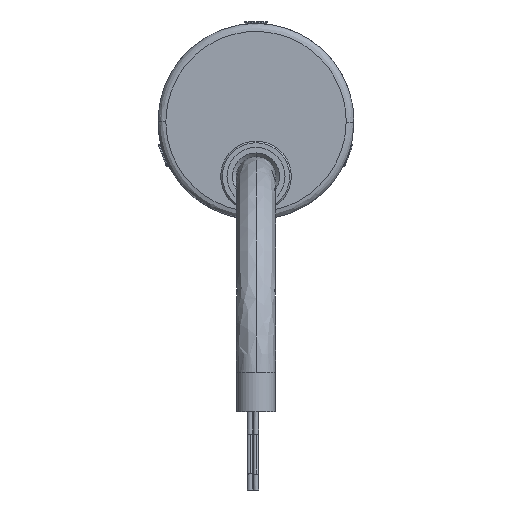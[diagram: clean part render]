
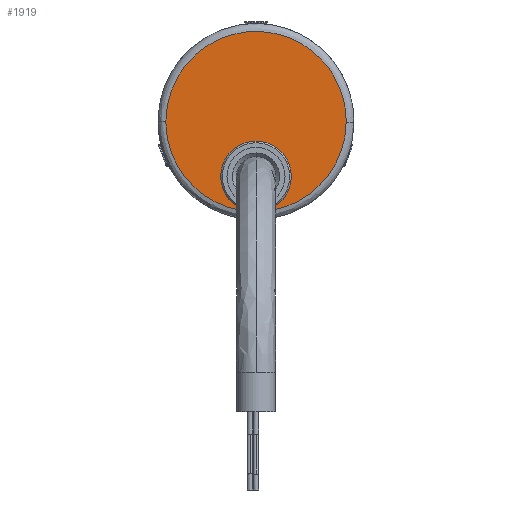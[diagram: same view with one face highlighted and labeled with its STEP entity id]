
A CAD part, front view. The second image highlights one B-rep face of the part: STEP entity #1919.
In plain terms, the highlighted face is planar.
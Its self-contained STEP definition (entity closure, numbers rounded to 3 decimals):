
#70 = CARTESIAN_POINT ( 'NONE',  ( -11.5, -29., -0.001 ) ) ;
#113 = CARTESIAN_POINT ( 'NONE',  ( 0., -29., -11.5 ) ) ;
#210 = FACE_BOUND ( 'NONE', #454, .T. ) ;
#238 = ORIENTED_EDGE ( 'NONE', *, *, #4566, .F. ) ;
#277 = CARTESIAN_POINT ( 'NONE',  ( -11.5, -29., 0.06 ) ) ;
#454 = EDGE_LOOP ( 'NONE', ( #3340, #5620, #4225, #4115, #5168, #1784, #5148 ) ) ;
#465 = EDGE_CURVE ( 'NONE', #2514, #3159, #4649, .T. ) ;
#474 = EDGE_LOOP ( 'NONE', ( #4686, #238 ) ) ;
#661 = VERTEX_POINT ( 'NONE', #113 ) ;
#688 = DIRECTION ( 'NONE',  ( 0., 0., -1. ) ) ;
#703 = DIRECTION ( 'NONE',  ( 0., 1., 0. ) ) ;
#710 = CARTESIAN_POINT ( 'NONE',  ( 0., -29., -7. ) ) ;
#1034 = VERTEX_POINT ( 'NONE', #5071 ) ;
#1075 = VECTOR ( 'NONE', #2159, 1000. ) ;
#1784 = ORIENTED_EDGE ( 'NONE', *, *, #4116, .F. ) ;
#1892 = VECTOR ( 'NONE', #4031, 1000. ) ;
#1913 = LINE ( 'NONE', #4214, #1892 ) ;
#1919 = ADVANCED_FACE ( 'NONE', ( #210, #3993 ), #2955, .F. ) ;
#2057 =( BOUNDED_CURVE ( )  B_SPLINE_CURVE ( 3, ( #3505, #3796, #3820, #3827 ),
 .UNSPECIFIED., .F., .F. ) 
 B_SPLINE_CURVE_WITH_KNOTS ( ( 4, 4 ),
 ( 0., 0. ),
 .UNSPECIFIED. ) 
 CURVE ( )  GEOMETRIC_REPRESENTATION_ITEM ( )  RATIONAL_B_SPLINE_CURVE ( ( 1., 1., 1., 1. ) ) 
 REPRESENTATION_ITEM ( '' )  );
#2159 = DIRECTION ( 'NONE',  ( -0.003, 0., -1. ) ) ;
#2162 = LINE ( 'NONE', #2222, #1075 ) ;
#2222 = CARTESIAN_POINT ( 'NONE',  ( 11.5, -29., 0. ) ) ;
#2377 =( BOUNDED_CURVE ( )  B_SPLINE_CURVE ( 3, ( #3365, #3349, #3180, #3171 ),
 .UNSPECIFIED., .F., .F. ) 
 B_SPLINE_CURVE_WITH_KNOTS ( ( 4, 4 ),
 ( 0., 1. ),
 .UNSPECIFIED. ) 
 CURVE ( )  GEOMETRIC_REPRESENTATION_ITEM ( )  RATIONAL_B_SPLINE_CURVE ( ( 1., 0.335, 0.335, 1. ) ) 
 REPRESENTATION_ITEM ( '' )  );
#2405 =( BOUNDED_CURVE ( )  B_SPLINE_CURVE ( 3, ( #3622, #3613, #3591, #3575 ),
 .UNSPECIFIED., .F., .F. ) 
 B_SPLINE_CURVE_WITH_KNOTS ( ( 4, 4 ),
 ( 0., 1. ),
 .UNSPECIFIED. ) 
 CURVE ( )  GEOMETRIC_REPRESENTATION_ITEM ( )  RATIONAL_B_SPLINE_CURVE ( ( 1., 0.806, 0.806, 1. ) ) 
 REPRESENTATION_ITEM ( '' )  );
#2420 = AXIS2_PLACEMENT_3D ( 'NONE', #3903, #3592, #3608 ) ;
#2505 = CARTESIAN_POINT ( 'NONE',  ( -11.5, -29., -0.001 ) ) ;
#2514 = VERTEX_POINT ( 'NONE', #4372 ) ;
#2533 = VERTEX_POINT ( 'NONE', #4523 ) ;
#2552 =( BOUNDED_CURVE ( )  B_SPLINE_CURVE ( 3, ( #5053, #5089, #4925, #4909 ),
 .UNSPECIFIED., .F., .F. ) 
 B_SPLINE_CURVE_WITH_KNOTS ( ( 4, 4 ),
 ( 0., 0. ),
 .UNSPECIFIED. ) 
 CURVE ( )  GEOMETRIC_REPRESENTATION_ITEM ( )  RATIONAL_B_SPLINE_CURVE ( ( 1., 1., 1., 1. ) ) 
 REPRESENTATION_ITEM ( '' )  );
#2935 = CARTESIAN_POINT ( 'NONE',  ( 0., -29., -2.5 ) ) ;
#2955 = PLANE ( 'NONE',  #5459 ) ;
#3003 = EDGE_CURVE ( 'NONE', #661, #5257, #3298, .T. ) ;
#3159 = VERTEX_POINT ( 'NONE', #2935 ) ;
#3171 = CARTESIAN_POINT ( 'NONE',  ( 11.5, -29., 0. ) ) ;
#3180 = CARTESIAN_POINT ( 'NONE',  ( 11.499, -29., 22.878 ) ) ;
#3298 =( BOUNDED_CURVE ( )  B_SPLINE_CURVE ( 3, ( #4227, #3789, #3439, #2505 ),
 .UNSPECIFIED., .F., .T. ) 
 B_SPLINE_CURVE_WITH_KNOTS ( ( 4, 4 ),
 ( 0., 1. ),
 .UNSPECIFIED. ) 
 CURVE ( )  GEOMETRIC_REPRESENTATION_ITEM ( )  RATIONAL_B_SPLINE_CURVE ( ( 1., 0.805, 0.805, 1. ) ) 
 REPRESENTATION_ITEM ( '' )  );
#3340 = ORIENTED_EDGE ( 'NONE', *, *, #4203, .F. ) ;
#3347 = VERTEX_POINT ( 'NONE', #3987 ) ;
#3349 = CARTESIAN_POINT ( 'NONE',  ( -11.378, -29., 22.938 ) ) ;
#3365 = CARTESIAN_POINT ( 'NONE',  ( -11.5, -29., 0.061 ) ) ;
#3439 = CARTESIAN_POINT ( 'NONE',  ( -11.5, -29., -6.737 ) ) ;
#3505 = CARTESIAN_POINT ( 'NONE',  ( -11.5, -29., 0.06 ) ) ;
#3575 = CARTESIAN_POINT ( 'NONE',  ( 0., -29., -11.5 ) ) ;
#3591 = CARTESIAN_POINT ( 'NONE',  ( 6.708, -29., -11.5 ) ) ;
#3592 = DIRECTION ( 'NONE',  ( 0., 1., 0. ) ) ;
#3608 = DIRECTION ( 'NONE',  ( 0., 0., -1. ) ) ;
#3613 = CARTESIAN_POINT ( 'NONE',  ( 11.464, -29., -6.769 ) ) ;
#3622 = CARTESIAN_POINT ( 'NONE',  ( 11.5, -29., -0.061 ) ) ;
#3728 = VERTEX_POINT ( 'NONE', #4962 ) ;
#3789 = CARTESIAN_POINT ( 'NONE',  ( -6.736, -29., -11.5 ) ) ;
#3796 = CARTESIAN_POINT ( 'NONE',  ( -11.5, -29., 0.06 ) ) ;
#3820 = CARTESIAN_POINT ( 'NONE',  ( -11.5, -29., 0.061 ) ) ;
#3827 = CARTESIAN_POINT ( 'NONE',  ( -11.5, -29., 0.061 ) ) ;
#3899 = CARTESIAN_POINT ( 'NONE',  ( 0., -29., 0. ) ) ;
#3903 = CARTESIAN_POINT ( 'NONE',  ( 0., -29., -7. ) ) ;
#3908 = DIRECTION ( 'NONE',  ( 0., -1., 0. ) ) ;
#3914 = DIRECTION ( 'NONE',  ( 0., 0., -1. ) ) ;
#3987 = CARTESIAN_POINT ( 'NONE',  ( 11.5, -29., -0.06 ) ) ;
#3993 = FACE_BOUND ( 'NONE', #474, .T. ) ;
#4001 = EDGE_CURVE ( 'NONE', #3347, #1034, #2552, .T. ) ;
#4031 = DIRECTION ( 'NONE',  ( 0.003, 0., 1. ) ) ;
#4075 = EDGE_CURVE ( 'NONE', #5257, #5331, #1913, .T. ) ;
#4115 = ORIENTED_EDGE ( 'NONE', *, *, #4075, .F. ) ;
#4116 = EDGE_CURVE ( 'NONE', #1034, #661, #2405, .T. ) ;
#4138 = EDGE_CURVE ( 'NONE', #2533, #3728, #2377, .T. ) ;
#4203 = EDGE_CURVE ( 'NONE', #3728, #3347, #2162, .T. ) ;
#4214 = CARTESIAN_POINT ( 'NONE',  ( -11.5, -29., -0.001 ) ) ;
#4225 = ORIENTED_EDGE ( 'NONE', *, *, #4503, .F. ) ;
#4227 = CARTESIAN_POINT ( 'NONE',  ( 0., -29., -11.5 ) ) ;
#4372 = CARTESIAN_POINT ( 'NONE',  ( 0., -29., -11.5 ) ) ;
#4413 = CIRCLE ( 'NONE', #2420, 4.5 ) ;
#4503 = EDGE_CURVE ( 'NONE', #5331, #2533, #2057, .T. ) ;
#4523 = CARTESIAN_POINT ( 'NONE',  ( -11.5, -29., 0.061 ) ) ;
#4566 = EDGE_CURVE ( 'NONE', #3159, #2514, #4413, .T. ) ;
#4649 = CIRCLE ( 'NONE', #4757, 4.5 ) ;
#4686 = ORIENTED_EDGE ( 'NONE', *, *, #465, .F. ) ;
#4757 = AXIS2_PLACEMENT_3D ( 'NONE', #710, #703, #688 ) ;
#4909 = CARTESIAN_POINT ( 'NONE',  ( 11.5, -29., -0.061 ) ) ;
#4925 = CARTESIAN_POINT ( 'NONE',  ( 11.5, -29., -0.061 ) ) ;
#4962 = CARTESIAN_POINT ( 'NONE',  ( 11.5, -29., 0. ) ) ;
#5053 = CARTESIAN_POINT ( 'NONE',  ( 11.5, -29., -0.06 ) ) ;
#5071 = CARTESIAN_POINT ( 'NONE',  ( 11.5, -29., -0.061 ) ) ;
#5089 = CARTESIAN_POINT ( 'NONE',  ( 11.5, -29., -0.06 ) ) ;
#5148 = ORIENTED_EDGE ( 'NONE', *, *, #4001, .F. ) ;
#5168 = ORIENTED_EDGE ( 'NONE', *, *, #3003, .F. ) ;
#5257 = VERTEX_POINT ( 'NONE', #70 ) ;
#5331 = VERTEX_POINT ( 'NONE', #277 ) ;
#5459 = AXIS2_PLACEMENT_3D ( 'NONE', #3899, #3908, #3914 ) ;
#5620 = ORIENTED_EDGE ( 'NONE', *, *, #4138, .F. ) ;
